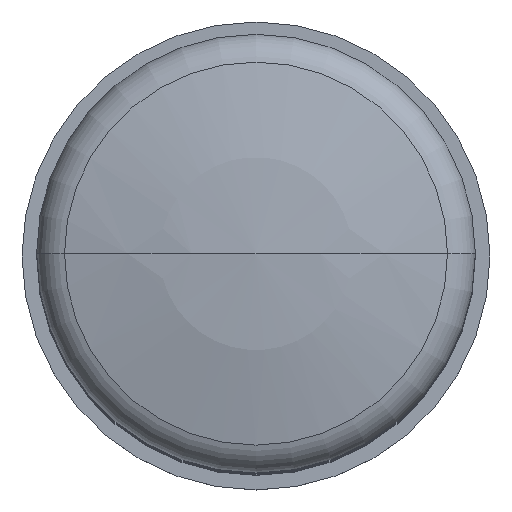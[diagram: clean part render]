
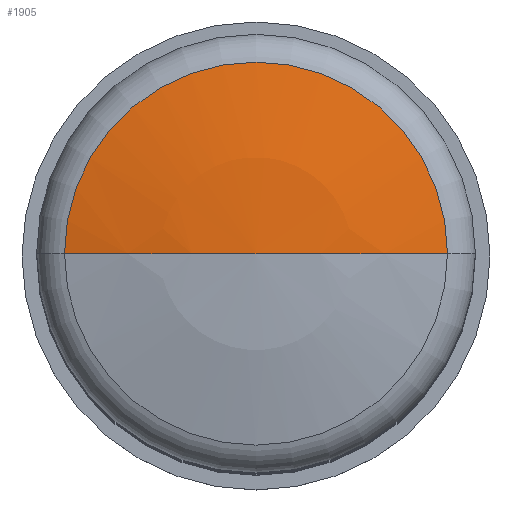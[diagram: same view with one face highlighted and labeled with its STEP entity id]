
A CAD part, top view. The second image highlights one B-rep face of the part: STEP entity #1905.
In plain terms, the highlighted spherical face has radius 110 mm.
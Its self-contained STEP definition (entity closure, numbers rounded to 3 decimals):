
#1871=CARTESIAN_POINT('POINT1414',(0.,
   0.,189.6));
#1872=VERTEX_POINT('VERTEX1414',#1871);
#1873=CARTESIAN_POINT('POINT1415',(-26.19,
   0.,186.437));
#1874=VERTEX_POINT('VERTEX1415',#1873);
#1875=CARTESIAN_POINT('POS2456',(0.,
   0.,79.6));
#1876=DIRECTION('DIR3783',(0.,-1.,0.));
#1877=DIRECTION('DIR3784',(0.,0.,1.));
#1878=AXIS2_PLACEMENT_3D('AXIS1328',#1875,#1876,#1877);
#1879=CIRCLE('ELLIPSE592',#1878,110.);
#1880=EDGE_CURVE('EDGE2177',#1872,#1874,#1879,.T.);
#1881=ORIENTED_EDGE('COEDGE4351',*,*,#1880,.F.);
#1882=CARTESIAN_POINT('POINT1416',(26.19,
   0.,186.437));
#1883=VERTEX_POINT('VERTEX1416',#1882);
#1884=CARTESIAN_POINT('POS2457',(0.,
   0.,79.6));
#1885=DIRECTION('DIR3785',(0.,-1.,0.));
#1886=DIRECTION('DIR3786',(0.,0.,1.));
#1887=AXIS2_PLACEMENT_3D('AXIS1329',#1884,#1885,#1886);
#1888=CIRCLE('ELLIPSE593',#1887,110.);
#1889=EDGE_CURVE('EDGE2178',#1883,#1872,#1888,.T.);
#1890=ORIENTED_EDGE('COEDGE4352',*,*,#1889,.F.);
#1891=CARTESIAN_POINT('POS2458',(0.,0.,186.437)
   );
#1892=DIRECTION('DIR3787',(0.,0.,-1.));
#1893=DIRECTION('DIR3788',(1.,0.,0.));
#1894=AXIS2_PLACEMENT_3D('AXIS1330',#1891,#1892,#1893);
#1895=CIRCLE('ELLIPSE594',#1894,26.19);
#1896=EDGE_CURVE('EDGE2179',#1874,#1883,#1895,.T.);
#1897=ORIENTED_EDGE('COEDGE4353',*,*,#1896,.F.);
#1898=EDGE_LOOP('NONE',(#1881,#1890,#1897));
#1899=FACE_BOUND('LOOP1',#1898,.T.);
#1900=CARTESIAN_POINT('POS2459',(0.,
   0.,79.6));
#1901=DIRECTION('DIR3789',(0.,0.,1.));
#1902=DIRECTION('DIR3790',(1.,0.,0.));
#1903=AXIS2_PLACEMENT_3D('AXIS1331',#1900,#1901,#1902);
#1904=SPHERICAL_SURFACE('SPHERE_SURF12',#1903,110.);
#1905=ADVANCED_FACE('FACE1010',(#1899),#1904,.T.);
